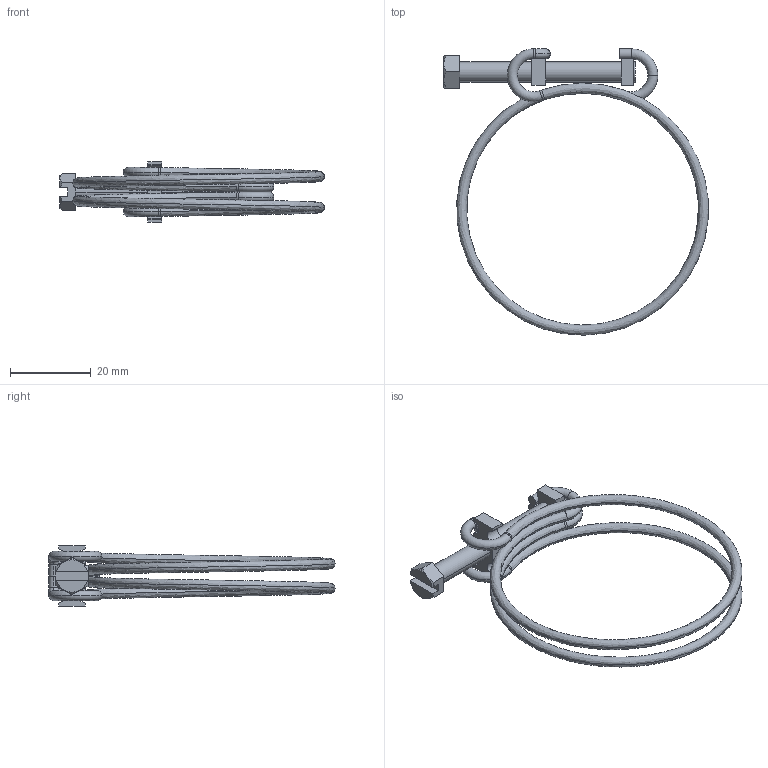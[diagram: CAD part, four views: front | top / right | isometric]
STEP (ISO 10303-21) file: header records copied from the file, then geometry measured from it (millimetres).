
FILE_DESCRIPTION (( 'STEP AP214' ), '1' );
FILE_NAME ('DWS-060.step', '2026-01-28T14:05:07', ( '' ), ( '' ), 'SwSTEP 2.0', 'SolidWorks 2025', '' );
FILE_SCHEMA (( 'AUTOMOTIVE_DESIGN' ));
Length unit declared in the file: millimetre
Products named in the file (1): DWS-060
Bounding box: 65.57 x 71.05 x 15 mm (x, y, z)
Volume: 3876.7 mm3; surface area: 5550.8 mm2
Topology: 6 solids, 6 shells, 213 faces, 531 edges, 341 vertices
Faces by surface type: cylinder 74, bspline 53, plane 53, torus 26, cone 7
Entity records: 8998 total; most frequent: CARTESIAN_POINT 4079, ORIENTED_EDGE 1062, DIRECTION 926, EDGE_CURVE 531, AXIS2_PLACEMENT_3D 363, VERTEX_POINT 341, EDGE_LOOP 228, ADVANCED_FACE 213
